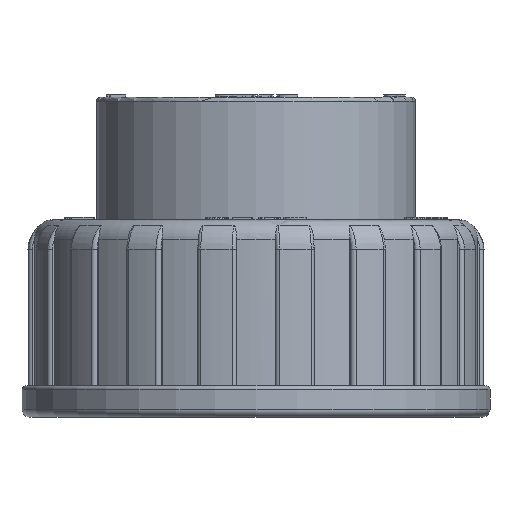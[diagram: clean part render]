
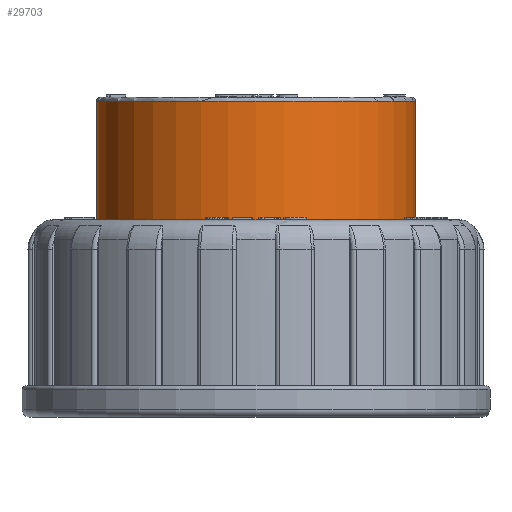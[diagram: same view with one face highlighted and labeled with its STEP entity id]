
A CAD part, left-side view. The second image highlights one B-rep face of the part: STEP entity #29703.
In plain terms, the highlighted cylindrical face has radius 20.45 mm (diameter 40.9 mm), a full revolution.
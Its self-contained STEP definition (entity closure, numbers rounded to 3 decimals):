
#177=CYLINDRICAL_SURFACE('',#31292,20.45);
#1047=LINE('',#41888,#5064);
#5064=VECTOR('',#33656,20.45);
#8536=FACE_OUTER_BOUND('',#10124,.T.);
#10124=EDGE_LOOP('',(#19952,#19953,#19954,#19955));
#11737=CIRCLE('',#31293,20.45);
#11738=CIRCLE('',#31294,20.45);
#12517=VERTEX_POINT('',#41885);
#12518=VERTEX_POINT('',#41887);
#15483=EDGE_CURVE('',#12517,#12517,#11737,.T.);
#15484=EDGE_CURVE('',#12517,#12518,#1047,.T.);
#15485=EDGE_CURVE('',#12518,#12518,#11738,.T.);
#19952=ORIENTED_EDGE('',*,*,#15483,.T.);
#19953=ORIENTED_EDGE('',*,*,#15484,.T.);
#19954=ORIENTED_EDGE('',*,*,#15485,.F.);
#19955=ORIENTED_EDGE('',*,*,#15484,.F.);
#29703=ADVANCED_FACE('',(#8536),#177,.T.);
#31292=AXIS2_PLACEMENT_3D('',#41884,#33652,#33653);
#31293=AXIS2_PLACEMENT_3D('',#41886,#33654,#33655);
#31294=AXIS2_PLACEMENT_3D('',#41889,#33657,#33658);
#33652=DIRECTION('center_axis',(0.,0.,1.));
#33653=DIRECTION('ref_axis',(1.,0.,0.));
#33654=DIRECTION('center_axis',(0.,0.,-1.));
#33655=DIRECTION('ref_axis',(1.,0.,0.));
#33656=DIRECTION('',(0.,0.,-1.));
#33657=DIRECTION('center_axis',(0.,0.,-1.));
#33658=DIRECTION('ref_axis',(-1.,0.,0.));
#41884=CARTESIAN_POINT('Origin',(0.,134.,11.));
#41885=CARTESIAN_POINT('',(-20.45,134.,36.5));
#41886=CARTESIAN_POINT('Origin',(0.,134.,36.5));
#41887=CARTESIAN_POINT('',(-20.45,134.,16.));
#41888=CARTESIAN_POINT('',(-20.45,134.,11.));
#41889=CARTESIAN_POINT('Origin',(0.,134.,16.));
